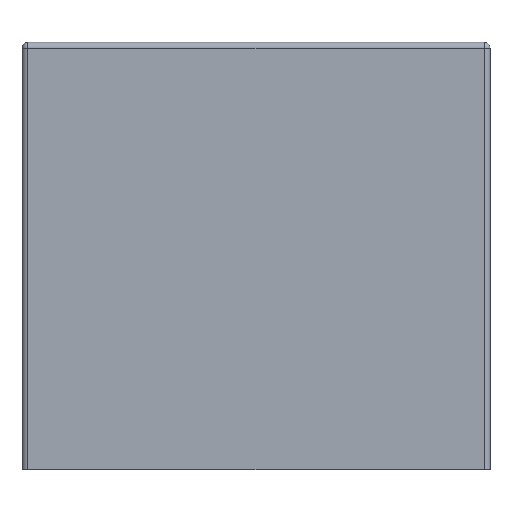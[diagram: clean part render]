
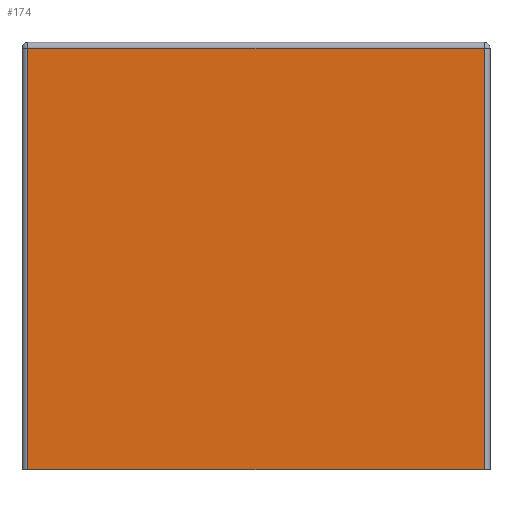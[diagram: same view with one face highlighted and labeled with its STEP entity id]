
A CAD part, front view. The second image highlights one B-rep face of the part: STEP entity #174.
In plain terms, the highlighted planar face has unit normal (0, -1, 0).
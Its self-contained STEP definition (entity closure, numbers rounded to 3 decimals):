
#135 = CARTESIAN_POINT ( 'NONE',  ( -3.096, -1.715, 0. ) ) ;
#136 = VERTEX_POINT ( 'NONE', #135 ) ;
#137 = CARTESIAN_POINT ( 'NONE',  ( 3.096, -1.715, 0. ) ) ;
#138 = VERTEX_POINT ( 'NONE', #137 ) ;
#139 = CARTESIAN_POINT ( 'NONE',  ( -3.175, -1.715, 0. ) ) ;
#140 = DIRECTION ( 'NONE',  ( 1., 0., 0. ) ) ;
#141 = VECTOR ( 'NONE', #140, 1000. ) ;
#142 = LINE ( 'NONE', #139, #141 ) ;
#143 = EDGE_CURVE ( 'NONE', #136, #138, #142, .T. ) ;
#144 = ORIENTED_EDGE ( 'NONE', *, *, #143, .T. ) ;
#145 = CARTESIAN_POINT ( 'NONE',  ( 3.096, -1.715, 5.721 ) ) ;
#146 = VERTEX_POINT ( 'NONE', #145 ) ;
#147 = CARTESIAN_POINT ( 'NONE',  ( 3.096, -1.715, 5.8 ) ) ;
#148 = DIRECTION ( 'NONE',  ( 0., 0., 1. ) ) ;
#149 = VECTOR ( 'NONE', #148, 1000. ) ;
#150 = LINE ( 'NONE', #147, #149 ) ;
#151 = EDGE_CURVE ( 'NONE', #138, #146, #150, .T. ) ;
#152 = ORIENTED_EDGE ( 'NONE', *, *, #151, .T. ) ;
#153 = CARTESIAN_POINT ( 'NONE',  ( -3.096, -1.715, 5.721 ) ) ;
#154 = VERTEX_POINT ( 'NONE', #153 ) ;
#155 = CARTESIAN_POINT ( 'NONE',  ( -3.175, -1.715, 5.721 ) ) ;
#156 = DIRECTION ( 'NONE',  ( -1., 0., 0. ) ) ;
#157 = VECTOR ( 'NONE', #156, 1000. ) ;
#158 = LINE ( 'NONE', #155, #157 ) ;
#159 = EDGE_CURVE ( 'NONE', #146, #154, #158, .T. ) ;
#160 = ORIENTED_EDGE ( 'NONE', *, *, #159, .T. ) ;
#161 = CARTESIAN_POINT ( 'NONE',  ( -3.096, -1.715, 5.8 ) ) ;
#162 = DIRECTION ( 'NONE',  ( 0., 0., -1. ) ) ;
#163 = VECTOR ( 'NONE', #162, 1000. ) ;
#164 = LINE ( 'NONE', #161, #163 ) ;
#165 = EDGE_CURVE ( 'NONE', #154, #136, #164, .T. ) ;
#166 = ORIENTED_EDGE ( 'NONE', *, *, #165, .T. ) ;
#167 = EDGE_LOOP ( 'NONE', ( #144, #152, #160, #166 ) ) ;
#168 = FACE_OUTER_BOUND ( 'NONE', #167, .T. ) ;
#169 = CARTESIAN_POINT ( 'NONE',  ( -3.175, -1.715, 5.8 ) ) ;
#170 = DIRECTION ( 'NONE',  ( 0., 1., 0. ) ) ;
#171 = DIRECTION ( 'NONE',  ( -1., 0., 0. ) ) ;
#172 = AXIS2_PLACEMENT_3D ( 'NONE', #169, #170, #171 ) ;
#173 = PLANE ( 'NONE', #172 ) ;
#174 = ADVANCED_FACE ( 'NONE', ( #168 ), #173, .F. ) ;
